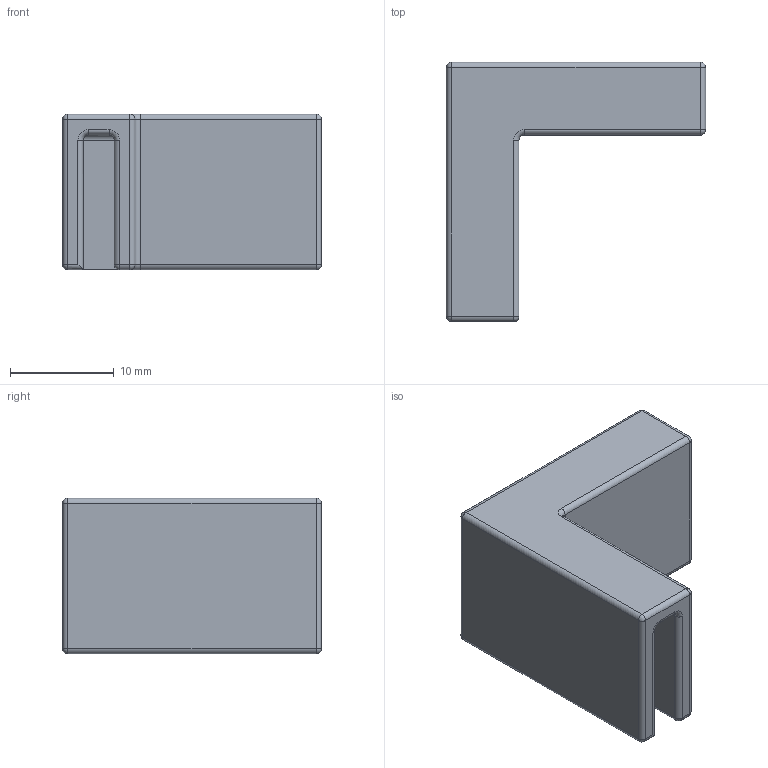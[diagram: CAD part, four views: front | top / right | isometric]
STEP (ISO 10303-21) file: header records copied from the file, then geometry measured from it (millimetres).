
FILE_DESCRIPTION(('FreeCAD Model'),'2;1');
FILE_NAME('Open CASCADE Shape Model','2023-10-12T17:20:45',('Author'),( ''),'Open CASCADE STEP processor 7.6','FreeCAD','Unknown');
FILE_SCHEMA(('AUTOMOTIVE_DESIGN { 1 0 10303 214 1 1 1 1 }'));
Length unit declared in the file: millimetre
Products named in the file (1): Fillet
Bounding box: 25 x 25 x 15 mm (x, y, z)
Volume: 2823.3 mm3; surface area: 3039.1 mm2
Topology: 1 solids, 1 shells, 67 faces, 152 edges, 74 vertices
Faces by surface type: cylinder 33, plane 14, sphere 13, torus 7
Entity records: 1757 total; most frequent: DIRECTION 345, CARTESIAN_POINT 281, ORIENTED_EDGE 278, EDGE_CURVE 139, AXIS2_PLACEMENT_3D 138, VERTEX_POINT 74, LINE 69, VECTOR 69
